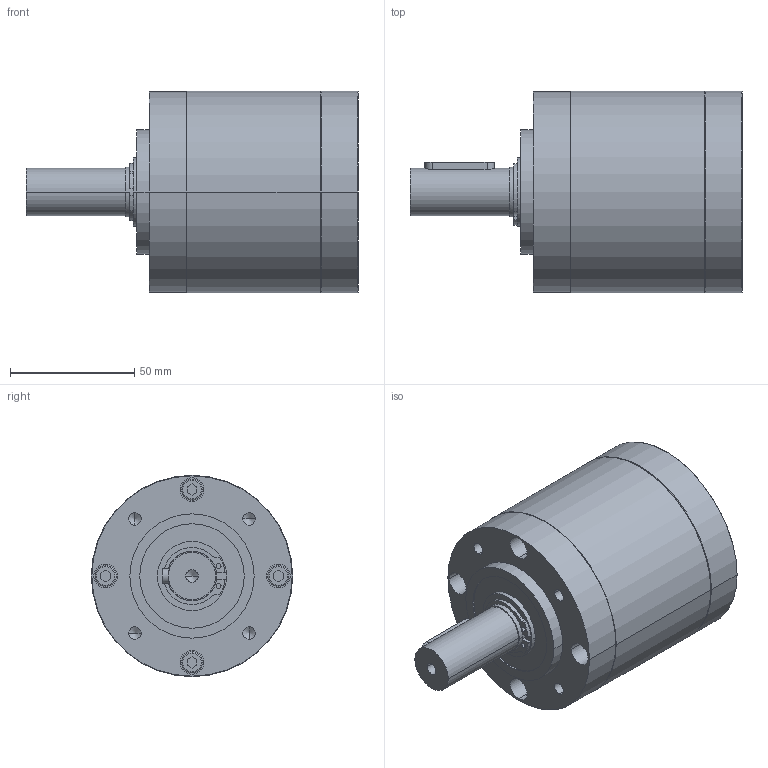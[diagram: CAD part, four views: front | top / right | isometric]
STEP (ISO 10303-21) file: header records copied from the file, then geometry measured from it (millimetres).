
FILE_DESCRIPTION((''),'2;1');
FILE_NAME('GP81-STAGE-1_SW0001','2020-09-09T10:47:27',('mmagvisi'),(''),'CREO PARAMETRIC BY PTC INC, 2019471','CREO PARAMETRIC BY PTC INC, 2019471','');
FILE_SCHEMA(('CONFIG_CONTROL_DESIGN','SHAPE_APPEARANCE_LAYERS_GROUPS'));
Length unit declared in the file: millimetre
Products named in the file (1): GP81-STAGE-1_SW0001
Bounding box: 133.6 x 81 x 81 mm (x, y, z)
Volume: 448826.8 mm3; surface area: 40079.8 mm2
Topology: 1 solids, 1 shells, 131 faces, 301 edges, 187 vertices
Faces by surface type: plane 54, cylinder 53, cone 16, torus 8
Entity records: 4648 total; most frequent: DIRECTION 675, CARTESIAN_POINT 636, ORIENTED_EDGE 582, PRESENTATION_STYLE_ASSIGNMENT 292, STYLED_ITEM 292, CURVE_STYLE 291, EDGE_CURVE 291, AXIS2_PLACEMENT_3D 257
